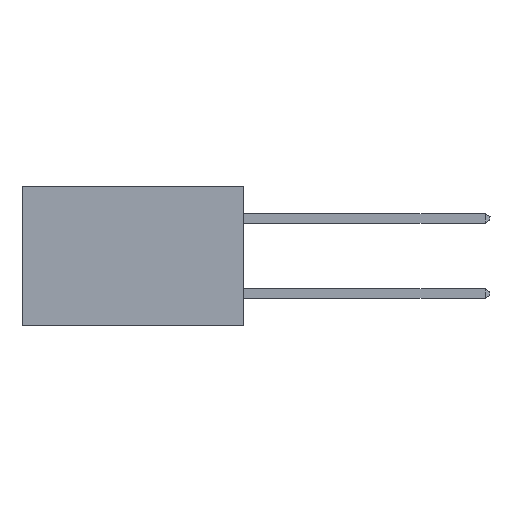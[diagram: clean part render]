
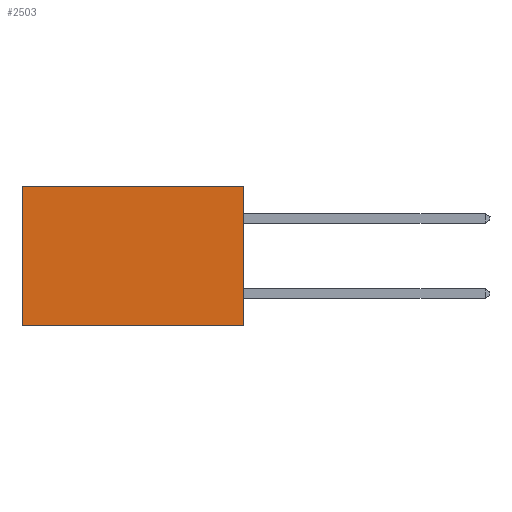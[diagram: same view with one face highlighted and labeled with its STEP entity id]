
A CAD part, left-side view. The second image highlights one B-rep face of the part: STEP entity #2503.
In plain terms, the highlighted planar face has unit normal (-1, 0, 0).
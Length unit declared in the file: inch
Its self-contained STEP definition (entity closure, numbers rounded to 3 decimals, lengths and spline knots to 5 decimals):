
#781 = CARTESIAN_POINT ( 'NONE',  ( 0.277, 0., -0.37 ) ) ;
#795 = CARTESIAN_POINT ( 'NONE',  ( 0.277, 0.59, -0.37 ) ) ;
#897 = CARTESIAN_POINT ( 'NONE',  ( 0.277, 0.59, 0. ) ) ;
#1003 = VECTOR ( 'NONE', #8474, 39.37008 ) ;
#1092 = DIRECTION ( 'NONE',  ( 0., 0., -1. ) ) ;
#1226 = LINE ( 'NONE', #2938, #1003 ) ;
#1410 = DIRECTION ( 'NONE',  ( 0., 1., 0. ) ) ;
#1564 = LINE ( 'NONE', #7211, #5767 ) ;
#2357 = LINE ( 'NONE', #8471, #6264 ) ;
#2377 = EDGE_LOOP ( 'NONE', ( #6714, #5957, #5661, #5322 ) ) ;
#2456 = LINE ( 'NONE', #795, #4231 ) ;
#2503 = ADVANCED_FACE ( 'NONE', ( #6844 ), #2514, .F. ) ;
#2514 = PLANE ( 'NONE',  #4801 ) ;
#2574 = EDGE_CURVE ( 'NONE', #4904, #3172, #1564, .T. ) ;
#2938 = CARTESIAN_POINT ( 'NONE',  ( 0.277, 0., 0. ) ) ;
#3172 = VERTEX_POINT ( 'NONE', #6447 ) ;
#3693 = DIRECTION ( 'NONE',  ( 0., 0., -1. ) ) ;
#4231 = VECTOR ( 'NONE', #8010, 39.37008 ) ;
#4381 = CARTESIAN_POINT ( 'NONE',  ( 0.277, 0., -0.37 ) ) ;
#4738 = DIRECTION ( 'NONE',  ( 1., 0., 0. ) ) ;
#4801 = AXIS2_PLACEMENT_3D ( 'NONE', #781, #4738, #1092 ) ;
#4904 = VERTEX_POINT ( 'NONE', #4381 ) ;
#5322 = ORIENTED_EDGE ( 'NONE', *, *, #8813, .T. ) ;
#5661 = ORIENTED_EDGE ( 'NONE', *, *, #6398, .F. ) ;
#5767 = VECTOR ( 'NONE', #1410, 39.37008 ) ;
#5957 = ORIENTED_EDGE ( 'NONE', *, *, #2574, .F. ) ;
#6264 = VECTOR ( 'NONE', #3693, 39.37008 ) ;
#6398 = EDGE_CURVE ( 'NONE', #8751, #4904, #2357, .T. ) ;
#6447 = CARTESIAN_POINT ( 'NONE',  ( 0.277, 0.59, -0.37 ) ) ;
#6714 = ORIENTED_EDGE ( 'NONE', *, *, #8174, .T. ) ;
#6844 = FACE_OUTER_BOUND ( 'NONE', #2377, .T. ) ;
#7211 = CARTESIAN_POINT ( 'NONE',  ( 0.277, 0., -0.37 ) ) ;
#7459 = VERTEX_POINT ( 'NONE', #897 ) ;
#8010 = DIRECTION ( 'NONE',  ( 0., 0., -1. ) ) ;
#8174 = EDGE_CURVE ( 'NONE', #7459, #3172, #2456, .T. ) ;
#8420 = CARTESIAN_POINT ( 'NONE',  ( 0.277, 0., 0. ) ) ;
#8471 = CARTESIAN_POINT ( 'NONE',  ( 0.277, 0., -0.37 ) ) ;
#8474 = DIRECTION ( 'NONE',  ( 0., 1., 0. ) ) ;
#8751 = VERTEX_POINT ( 'NONE', #8420 ) ;
#8813 = EDGE_CURVE ( 'NONE', #8751, #7459, #1226, .T. ) ;
